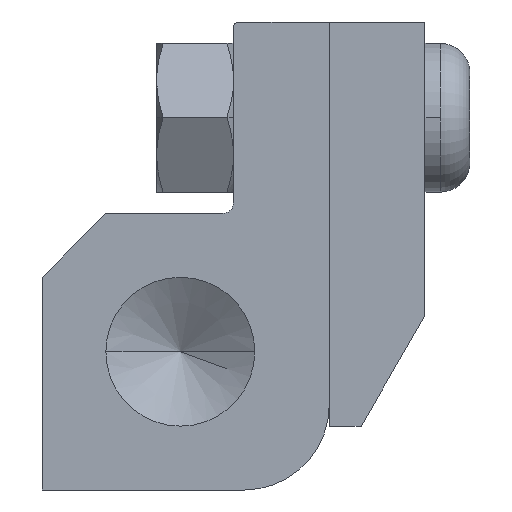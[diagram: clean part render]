
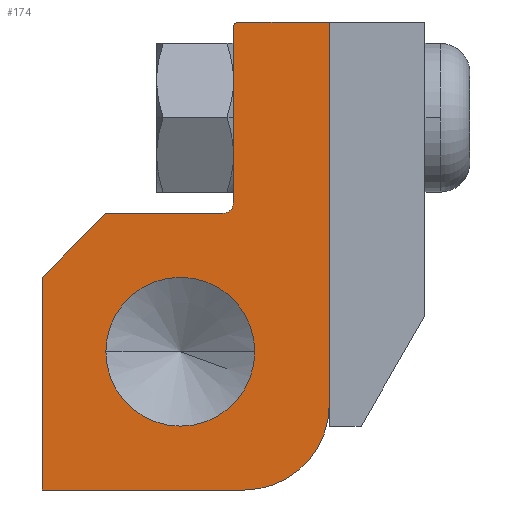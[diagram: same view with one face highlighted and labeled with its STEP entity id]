
A CAD part, left-side view. The second image highlights one B-rep face of the part: STEP entity #174.
In plain terms, the highlighted planar face has unit normal (-1, 0, 0).
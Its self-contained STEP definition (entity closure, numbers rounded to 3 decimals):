
#174=ADVANCED_FACE('',(#458,#459),#460,.F.);
#458=FACE_OUTER_BOUND('',#986,.T.);
#459=FACE_BOUND('',#987,.T.);
#460=PLANE('',#988);
#986=EDGE_LOOP('',(#1660,#1661,#1662,#1663,#1664,#1665,#1666,#1667,#1668,#1669));
#987=EDGE_LOOP('',(#1670,#1671));
#988=AXIS2_PLACEMENT_3D('',#1672,#1673,#1674);
#1660=ORIENTED_EDGE('',*,*,#3390,.F.);
#1661=ORIENTED_EDGE('',*,*,#3362,.F.);
#1662=ORIENTED_EDGE('',*,*,#3366,.F.);
#1663=ORIENTED_EDGE('',*,*,#3369,.F.);
#1664=ORIENTED_EDGE('',*,*,#3372,.F.);
#1665=ORIENTED_EDGE('',*,*,#3375,.F.);
#1666=ORIENTED_EDGE('',*,*,#3378,.F.);
#1667=ORIENTED_EDGE('',*,*,#3381,.F.);
#1668=ORIENTED_EDGE('',*,*,#3384,.F.);
#1669=ORIENTED_EDGE('',*,*,#3387,.F.);
#1670=ORIENTED_EDGE('',*,*,#3323,.T.);
#1671=ORIENTED_EDGE('',*,*,#3361,.T.);
#1672=CARTESIAN_POINT('',(0.0,8.959,16.139));
#1673=DIRECTION('',(1.0,0.0,0.0));
#1674=DIRECTION('',(0.0,1.0,0.0));
#3323=EDGE_CURVE('',#3890,#3887,#3891,.T.);
#3361=EDGE_CURVE('',#3887,#3890,#3952,.T.);
#3362=EDGE_CURVE('',#3953,#3954,#3955,.T.);
#3366=EDGE_CURVE('',#3961,#3953,#3962,.T.);
#3369=EDGE_CURVE('',#3966,#3961,#3967,.T.);
#3372=EDGE_CURVE('',#3971,#3966,#3972,.T.);
#3375=EDGE_CURVE('',#3976,#3971,#3977,.T.);
#3378=EDGE_CURVE('',#3981,#3976,#3982,.T.);
#3381=EDGE_CURVE('',#3986,#3981,#3987,.T.);
#3384=EDGE_CURVE('',#3991,#3986,#3992,.T.);
#3387=EDGE_CURVE('',#3996,#3991,#3997,.T.);
#3390=EDGE_CURVE('',#3954,#3996,#4001,.T.);
#3887=VERTEX_POINT('',#4800);
#3890=VERTEX_POINT('',#4804);
#3891=CIRCLE('',#4805,5.556);
#3952=CIRCLE('',#4881,5.556);
#3953=VERTEX_POINT('',#4882);
#3954=VERTEX_POINT('',#4883);
#3955=LINE('',#4884,#4885);
#3961=VERTEX_POINT('',#4894);
#3962=CIRCLE('',#4895,0.397);
#3966=VERTEX_POINT('',#4900);
#3967=LINE('',#4901,#4902);
#3971=VERTEX_POINT('',#4908);
#3972=CIRCLE('',#4909,0.794);
#3976=VERTEX_POINT('',#4914);
#3977=LINE('',#4915,#4916);
#3981=VERTEX_POINT('',#4922);
#3982=LINE('',#4923,#4924);
#3986=VERTEX_POINT('',#4930);
#3987=LINE('',#4931,#4932);
#3991=VERTEX_POINT('',#4938);
#3992=LINE('',#4939,#4940);
#3996=VERTEX_POINT('',#4946);
#3997=CIRCLE('',#4947,6.35);
#4001=LINE('',#4952,#4953);
#4800=CARTESIAN_POINT('',(0.0,5.556,10.319));
#4804=CARTESIAN_POINT('',(0.0,16.669,10.319));
#4805=AXIS2_PLACEMENT_3D('',#7073,#7074,#7075);
#4881=AXIS2_PLACEMENT_3D('',#7157,#7158,#7159);
#4882=CARTESIAN_POINT('',(0.0,6.747,34.925));
#4883=CARTESIAN_POINT('',(0.0,0.0,34.925));
#4884=CARTESIAN_POINT('',(0.0,6.747,34.925));
#4885=VECTOR('',#7160,10.0);
#4894=CARTESIAN_POINT('',(0.0,7.144,34.528));
#4895=AXIS2_PLACEMENT_3D('',#7164,#7165,#7166);
#4900=CARTESIAN_POINT('',(0.0,7.144,21.431));
#4901=CARTESIAN_POINT('',(0.0,7.144,21.431));
#4902=VECTOR('',#7171,10.0);
#4908=CARTESIAN_POINT('',(0.0,7.938,20.638));
#4909=AXIS2_PLACEMENT_3D('',#7174,#7175,#7176);
#4914=CARTESIAN_POINT('',(0.0,16.669,20.638));
#4915=CARTESIAN_POINT('',(0.0,16.669,20.638));
#4916=VECTOR('',#7181,10.0);
#4922=CARTESIAN_POINT('',(0.0,21.431,15.875));
#4923=CARTESIAN_POINT('',(0.0,21.431,15.875));
#4924=VECTOR('',#7184,10.0);
#4930=CARTESIAN_POINT('',(0.0,21.431,0.0));
#4931=CARTESIAN_POINT('',(0.0,21.431,0.0));
#4932=VECTOR('',#7187,10.0);
#4938=CARTESIAN_POINT('',(0.0,6.35,0.));
#4939=CARTESIAN_POINT('',(0.0,6.35,0.));
#4940=VECTOR('',#7190,10.0);
#4946=CARTESIAN_POINT('',(0.0,0.0,6.35));
#4947=AXIS2_PLACEMENT_3D('',#7193,#7194,#7195);
#4952=CARTESIAN_POINT('',(0.0,0.0,34.925));
#4953=VECTOR('',#7200,10.0);
#7073=CARTESIAN_POINT('',(0.0,11.113,10.319));
#7074=DIRECTION('',(1.0,0.0,0.0));
#7075=DIRECTION('',(0.0,-1.0,0.0));
#7157=CARTESIAN_POINT('',(0.0,11.113,10.319));
#7158=DIRECTION('',(1.0,0.0,0.0));
#7159=DIRECTION('',(0.0,-1.0,0.0));
#7160=DIRECTION('',(0.0,-1.0,0.0));
#7164=CARTESIAN_POINT('',(0.0,6.747,34.528));
#7165=DIRECTION('',(1.0,0.0,0.0));
#7166=DIRECTION('',(0.0,1.0,0.));
#7171=DIRECTION('',(0.0,0.,1.0));
#7174=CARTESIAN_POINT('',(0.0,7.938,21.431));
#7175=DIRECTION('',(-1.0,0.0,0.0));
#7176=DIRECTION('',(0.0,1.0,0.0));
#7181=DIRECTION('',(0.0,-1.0,0.0));
#7184=DIRECTION('',(0.0,-0.707,0.707));
#7187=DIRECTION('',(0.0,0.,1.0));
#7190=DIRECTION('',(0.0,1.0,0.));
#7193=CARTESIAN_POINT('',(0.0,6.35,6.35));
#7194=DIRECTION('',(1.0,0.0,0.0));
#7195=DIRECTION('',(0.0,-1.0,0.0));
#7200=DIRECTION('',(0.0,0.0,-1.0));
